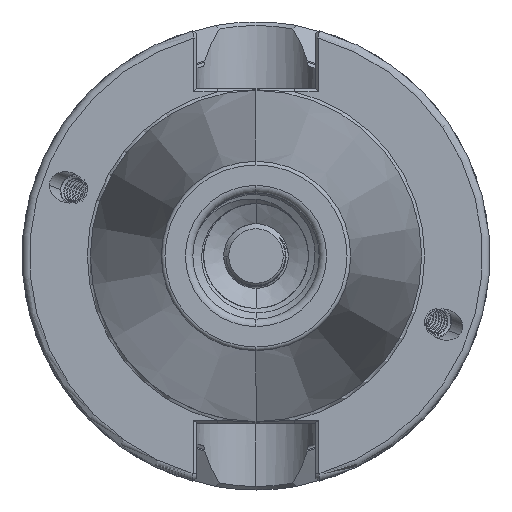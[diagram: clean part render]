
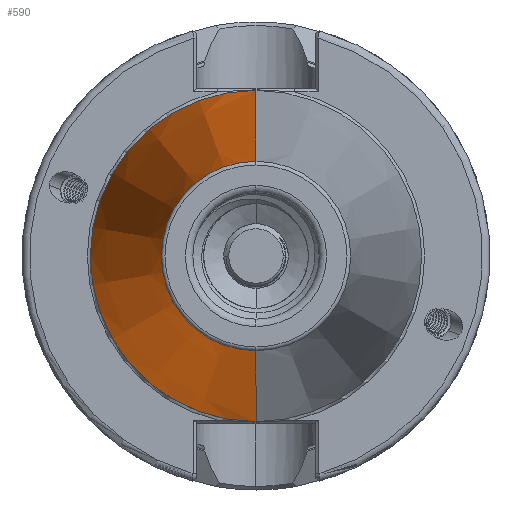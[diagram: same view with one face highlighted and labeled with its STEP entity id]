
A CAD part, left-side view. The second image highlights one B-rep face of the part: STEP entity #590.
In plain terms, the highlighted conical face has half-angle 8.297 degrees and reference radius 22.298 mm.
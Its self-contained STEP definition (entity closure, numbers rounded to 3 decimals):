
#590 = ADVANCED_FACE ( 'NONE', ( #6951 ), #6932, .T. ) ;
#1694 = DIRECTION ( 'NONE',  ( 1., 0., 0. ) ) ;
#1702 = DIRECTION ( 'NONE',  ( 0., 0., -1. ) ) ;
#1710 = CARTESIAN_POINT ( 'NONE',  ( -1.5, 0., 0. ) ) ;
#3655 = AXIS2_PLACEMENT_3D ( 'NONE', #1710, #1694, #1702 ) ;
#3967 = EDGE_LOOP ( 'NONE', ( #19578, #19518, #19567, #19568 ) ) ;
#4206 = VERTEX_POINT ( 'NONE', #9364 ) ;
#4247 = VERTEX_POINT ( 'NONE', #9372 ) ;
#4259 = VERTEX_POINT ( 'NONE', #9407 ) ;
#4303 = VERTEX_POINT ( 'NONE', #9469 ) ;
#6932 = CONICAL_SURFACE ( 'NONE', #3655, 22.298, 0.145 ) ;
#6951 = FACE_OUTER_BOUND ( 'NONE', #3967, .T. ) ;
#7503 = VECTOR ( 'NONE', #11476, 1000. ) ;
#7516 = LINE ( 'NONE', #18396, #7517 ) ;
#7517 = VECTOR ( 'NONE', #18360, 1000. ) ;
#7529 = LINE ( 'NONE', #11410, #7503 ) ;
#7530 = CIRCLE ( 'NONE', #18303, 22.298 ) ;
#7533 = CIRCLE ( 'NONE', #18295, 12.75 ) ;
#9364 = CARTESIAN_POINT ( 'NONE',  ( -1.5, 0., -22.298 ) ) ;
#9372 = CARTESIAN_POINT ( 'NONE',  ( -1.5, 0., 22.298 ) ) ;
#9407 = CARTESIAN_POINT ( 'NONE',  ( -66.972, 0., 12.75 ) ) ;
#9469 = CARTESIAN_POINT ( 'NONE',  ( -66.972, 0., -12.75 ) ) ;
#11410 = CARTESIAN_POINT ( 'NONE',  ( -1.5, 0., -22.298 ) ) ;
#11476 = DIRECTION ( 'NONE',  ( 0.99, 0., -0.144 ) ) ;
#15497 = EDGE_CURVE ( 'NONE', #4206, #4247, #7530, .T. ) ;
#15499 = EDGE_CURVE ( 'NONE', #4303, #4259, #7533, .T. ) ;
#15563 = EDGE_CURVE ( 'NONE', #4259, #4247, #7516, .T. ) ;
#15591 = EDGE_CURVE ( 'NONE', #4303, #4206, #7529, .T. ) ;
#18295 = AXIS2_PLACEMENT_3D ( 'NONE', #19242, #19255, #19238 ) ;
#18303 = AXIS2_PLACEMENT_3D ( 'NONE', #19235, #19258, #19220 ) ;
#18360 = DIRECTION ( 'NONE',  ( 0.99, 0., 0.144 ) ) ;
#18396 = CARTESIAN_POINT ( 'NONE',  ( -1.5, 0., 22.298 ) ) ;
#19220 = DIRECTION ( 'NONE',  ( 0., 0., -1. ) ) ;
#19235 = CARTESIAN_POINT ( 'NONE',  ( -1.5, 0., 0. ) ) ;
#19238 = DIRECTION ( 'NONE',  ( 0., 0., -1. ) ) ;
#19242 = CARTESIAN_POINT ( 'NONE',  ( -66.972, 0., 0. ) ) ;
#19255 = DIRECTION ( 'NONE',  ( 1., 0., 0. ) ) ;
#19258 = DIRECTION ( 'NONE',  ( 1., 0., 0. ) ) ;
#19518 = ORIENTED_EDGE ( 'NONE', *, *, #15563, .T. ) ;
#19567 = ORIENTED_EDGE ( 'NONE', *, *, #15497, .F. ) ;
#19568 = ORIENTED_EDGE ( 'NONE', *, *, #15591, .F. ) ;
#19578 = ORIENTED_EDGE ( 'NONE', *, *, #15499, .T. ) ;
